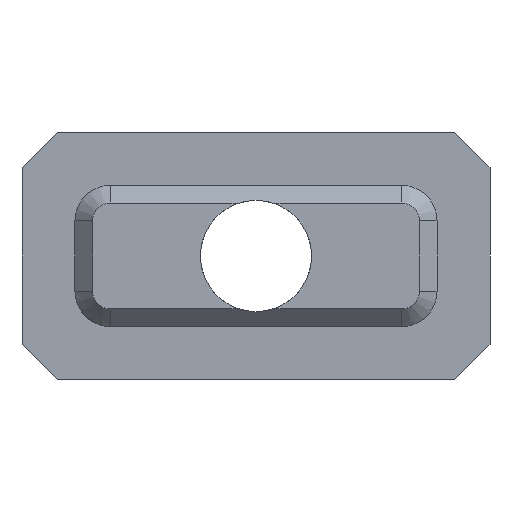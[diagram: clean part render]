
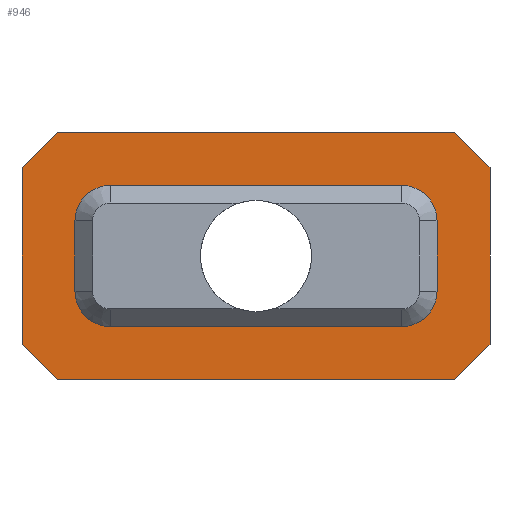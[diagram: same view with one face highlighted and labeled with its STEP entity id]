
A CAD part, front view. The second image highlights one B-rep face of the part: STEP entity #946.
In plain terms, the highlighted planar face has unit normal (0, -1, 0).
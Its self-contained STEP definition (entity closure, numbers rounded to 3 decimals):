
#230=DIRECTION('',(-0.707,0.,-0.707));
#231=VECTOR('',#230,2.828);
#232=CARTESIAN_POINT('',(-1.,6.,3.));
#233=LINE('',#232,#231);
#234=DIRECTION('',(1.,0.,0.));
#235=VECTOR('',#234,22.5);
#236=CARTESIAN_POINT('',(-1.,6.,3.));
#237=LINE('',#236,#235);
#238=DIRECTION('',(-0.707,0.,0.707));
#239=VECTOR('',#238,2.828);
#240=CARTESIAN_POINT('',(23.5,6.,1.));
#241=LINE('',#240,#239);
#242=DIRECTION('',(0.,0.,-1.));
#243=VECTOR('',#242,10.);
#244=CARTESIAN_POINT('',(23.5,6.,1.));
#245=LINE('',#244,#243);
#246=DIRECTION('',(0.707,0.,0.707));
#247=VECTOR('',#246,2.828);
#248=CARTESIAN_POINT('',(21.5,6.,-11.));
#249=LINE('',#248,#247);
#250=DIRECTION('',(-1.,0.,0.));
#251=VECTOR('',#250,22.5);
#252=CARTESIAN_POINT('',(21.5,6.,-11.));
#253=LINE('',#252,#251);
#254=DIRECTION('',(0.707,0.,-0.707));
#255=VECTOR('',#254,2.828);
#256=CARTESIAN_POINT('',(-3.,6.,-9.));
#257=LINE('',#256,#255);
#258=DIRECTION('',(0.,0.,1.));
#259=VECTOR('',#258,10.);
#260=CARTESIAN_POINT('',(-3.,6.,-9.));
#261=LINE('',#260,#259);
#282=DIRECTION('',(0.,0.,-1.));
#283=VECTOR('',#282,4.);
#284=CARTESIAN_POINT('',(20.5,6.,-2.));
#285=LINE('',#284,#283);
#344=CARTESIAN_POINT('',(18.5,6.,-6.));
#345=DIRECTION('',(0.,1.,0.));
#346=DIRECTION('',(1.,0.,0.));
#347=AXIS2_PLACEMENT_3D('',#344,#345,#346);
#357=DIRECTION('',(-1.,0.,0.));
#358=VECTOR('',#357,16.5);
#359=CARTESIAN_POINT('',(18.5,6.,-8.));
#360=LINE('',#359,#358);
#370=CARTESIAN_POINT('',(2.,6.,-6.));
#371=DIRECTION('',(0.,1.,0.));
#372=DIRECTION('',(0.,0.,-1.));
#373=AXIS2_PLACEMENT_3D('',#370,#371,#372);
#391=DIRECTION('',(0.,0.,1.));
#392=VECTOR('',#391,4.);
#393=CARTESIAN_POINT('',(0.,6.,-6.));
#394=LINE('',#393,#392);
#404=CARTESIAN_POINT('',(2.,6.,-2.));
#405=DIRECTION('',(0.,1.,0.));
#406=DIRECTION('',(-1.,0.,0.));
#407=AXIS2_PLACEMENT_3D('',#404,#405,#406);
#421=DIRECTION('',(1.,0.,0.));
#422=VECTOR('',#421,16.5);
#423=CARTESIAN_POINT('',(2.,6.,0.));
#424=LINE('',#423,#422);
#434=CARTESIAN_POINT('',(18.5,6.,-2.));
#435=DIRECTION('',(0.,1.,0.));
#436=DIRECTION('',(0.,0.,1.));
#437=AXIS2_PLACEMENT_3D('',#434,#435,#436);
#467=CARTESIAN_POINT('',(-1.,6.,3.));
#468=CARTESIAN_POINT('',(-3.,6.,1.));
#469=VERTEX_POINT('',#467);
#470=VERTEX_POINT('',#468);
#471=CARTESIAN_POINT('',(-3.,6.,-9.));
#472=CARTESIAN_POINT('',(-1.,6.,-11.));
#473=VERTEX_POINT('',#471);
#474=VERTEX_POINT('',#472);
#475=CARTESIAN_POINT('',(21.5,6.,-11.));
#476=CARTESIAN_POINT('',(23.5,6.,-9.));
#477=VERTEX_POINT('',#475);
#478=VERTEX_POINT('',#476);
#479=CARTESIAN_POINT('',(23.5,6.,1.));
#480=CARTESIAN_POINT('',(21.5,6.,3.));
#481=VERTEX_POINT('',#479);
#482=VERTEX_POINT('',#480);
#531=CARTESIAN_POINT('',(2.,6.,0.));
#532=CARTESIAN_POINT('',(18.5,6.,0.));
#533=VERTEX_POINT('',#531);
#534=VERTEX_POINT('',#532);
#535=CARTESIAN_POINT('',(20.5,6.,-2.));
#536=CARTESIAN_POINT('',(20.5,6.,-6.));
#537=VERTEX_POINT('',#535);
#538=VERTEX_POINT('',#536);
#539=CARTESIAN_POINT('',(18.5,6.,-8.));
#540=CARTESIAN_POINT('',(2.,6.,-8.));
#541=VERTEX_POINT('',#539);
#542=VERTEX_POINT('',#540);
#543=CARTESIAN_POINT('',(0.,6.,-6.));
#544=CARTESIAN_POINT('',(0.,6.,-2.));
#545=VERTEX_POINT('',#543);
#546=VERTEX_POINT('',#544);
#910=CARTESIAN_POINT('',(0.,6.,0.));
#911=DIRECTION('',(0.,1.,0.));
#912=DIRECTION('',(1.,0.,0.));
#913=AXIS2_PLACEMENT_3D('',#910,#911,#912);
#914=PLANE('',#913);
#916=ORIENTED_EDGE('',*,*,#915,.F.);
#917=ORIENTED_EDGE('',*,*,#890,.T.);
#918=ORIENTED_EDGE('',*,*,#904,.F.);
#919=ORIENTED_EDGE('',*,*,#779,.T.);
#921=ORIENTED_EDGE('',*,*,#920,.F.);
#922=ORIENTED_EDGE('',*,*,#816,.T.);
#924=ORIENTED_EDGE('',*,*,#923,.F.);
#925=ORIENTED_EDGE('',*,*,#853,.T.);
#926=EDGE_LOOP('',(#916,#917,#918,#919,#921,#922,#924,#925));
#927=FACE_OUTER_BOUND('',#926,.F.);
#929=ORIENTED_EDGE('',*,*,#928,.F.);
#931=ORIENTED_EDGE('',*,*,#930,.F.);
#933=ORIENTED_EDGE('',*,*,#932,.F.);
#935=ORIENTED_EDGE('',*,*,#934,.F.);
#937=ORIENTED_EDGE('',*,*,#936,.F.);
#939=ORIENTED_EDGE('',*,*,#938,.F.);
#941=ORIENTED_EDGE('',*,*,#940,.F.);
#943=ORIENTED_EDGE('',*,*,#942,.F.);
#944=EDGE_LOOP('',(#929,#931,#933,#935,#937,#939,#941,#943));
#945=FACE_BOUND('',#944,.F.);
#946=ADVANCED_FACE('',(#927,#945),#914,.F.);
#348=CIRCLE('',#347,2.);
#374=CIRCLE('',#373,2.);
#408=CIRCLE('',#407,2.);
#438=CIRCLE('',#437,2.);
#779=EDGE_CURVE('',#481,#478,#245,.T.);
#816=EDGE_CURVE('',#477,#474,#253,.T.);
#853=EDGE_CURVE('',#473,#470,#261,.T.);
#890=EDGE_CURVE('',#469,#482,#237,.T.);
#904=EDGE_CURVE('',#481,#482,#241,.T.);
#915=EDGE_CURVE('',#469,#470,#233,.T.);
#920=EDGE_CURVE('',#477,#478,#249,.T.);
#923=EDGE_CURVE('',#473,#474,#257,.T.);
#928=EDGE_CURVE('',#537,#538,#285,.T.);
#930=EDGE_CURVE('',#534,#537,#438,.T.);
#932=EDGE_CURVE('',#533,#534,#424,.T.);
#934=EDGE_CURVE('',#546,#533,#408,.T.);
#936=EDGE_CURVE('',#545,#546,#394,.T.);
#938=EDGE_CURVE('',#542,#545,#374,.T.);
#940=EDGE_CURVE('',#541,#542,#360,.T.);
#942=EDGE_CURVE('',#538,#541,#348,.T.);
